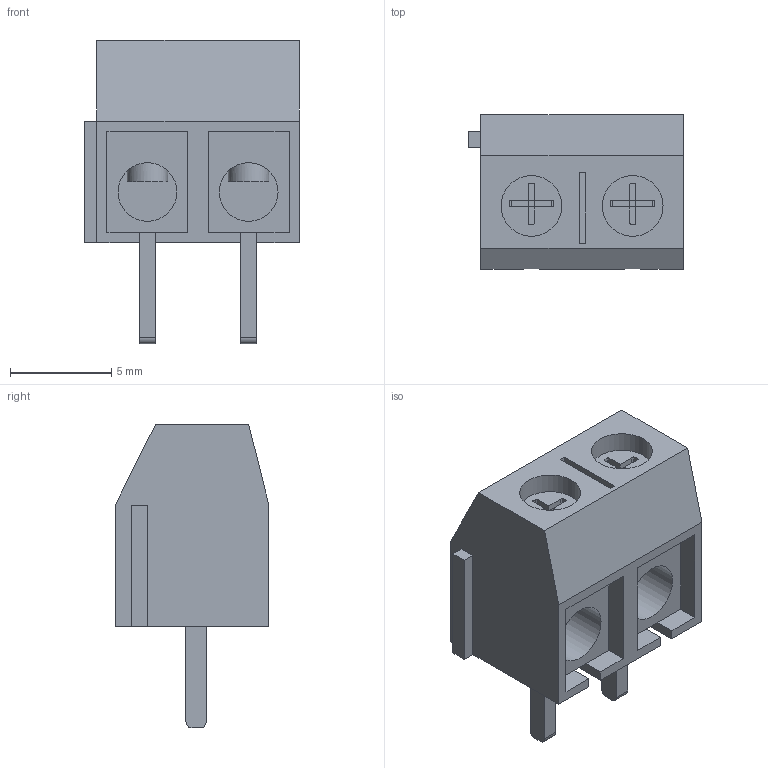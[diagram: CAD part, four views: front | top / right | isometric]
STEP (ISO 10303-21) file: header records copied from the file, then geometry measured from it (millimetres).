
FILE_DESCRIPTION(('FreeCAD Model'),'2;1');
FILE_NAME('Open CASCADE Shape Model','2021-07-26T13:02:20',('Author'),( ''),'Open CASCADE STEP processor 7.5','FreeCAD','Unknown');
FILE_SCHEMA(('AUTOMOTIVE_DESIGN { 1 0 10303 214 1 1 1 1 }'));
Length unit declared in the file: millimetre
Products named in the file (7): Terminal_block_5mm; Tornillos001; Bornes; Fusion001; Patas; Fillet001; Cut007
Assembly tree (8 placements, depth 3):
  Terminal_block_5mm
    Tornillos001
    Bornes
      Fusion001  x2
    Patas
      Fillet001  x2
    Cut007
Bounding box: 10.6 x 7.6 x 15 mm (x, y, z)
Volume: 594.5 mm3; surface area: 1224.9 mm2
Topology: 7 solids, 7 shells, 162 faces, 377 edges, 240 vertices
Faces by surface type: plane 132, cylinder 30
Full cylindrical faces by diameter (mm): 2 x4, 2.9 x2, 3 x4
Entity records: 8895 total; most frequent: CARTESIAN_POINT 1824, DIRECTION 1303, LINE 873, VECTOR 873, ORIENTED_EDGE 676, PCURVE 676, DEFINITIONAL_REPRESENTATION 676, EDGE_CURVE 338
